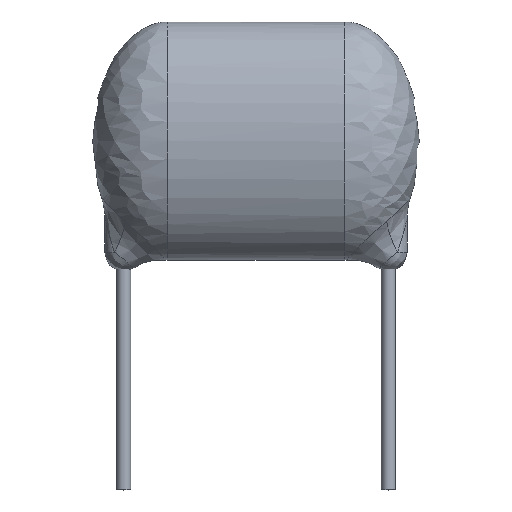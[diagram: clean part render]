
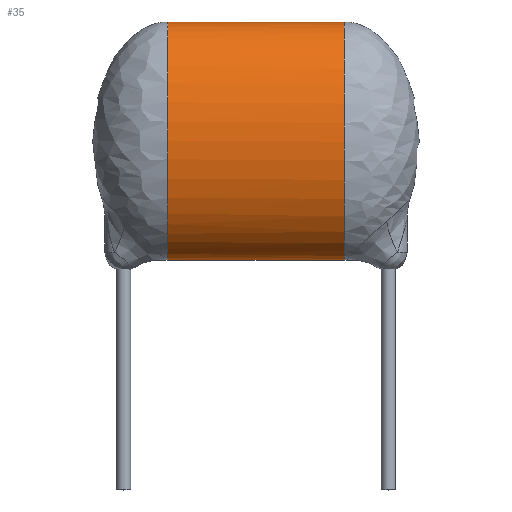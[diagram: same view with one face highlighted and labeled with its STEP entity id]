
A CAD part, top view. The second image highlights one B-rep face of the part: STEP entity #35.
In plain terms, the highlighted free-form (B-spline) face has degree [1, 2] with [2, 9] control points.
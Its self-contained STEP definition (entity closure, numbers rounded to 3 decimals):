
#6 = CARTESIAN_POINT ( 'NONE',  ( -5., 16.5, 0. ) ) ;
#35 = ADVANCED_FACE ( 'NONE', ( #747 ), #365, .F. ) ;
#108 = CARTESIAN_POINT ( 'NONE',  ( -5., 3., 0. ) ) ;
#134 = CARTESIAN_POINT ( 'NONE',  ( -5., 9.75, -4.25 ) ) ;
#153 = CARTESIAN_POINT ( 'NONE',  ( 5., 16.5, 4.25 ) ) ;
#190 = B_SPLINE_CURVE_WITH_KNOTS ( 'NONE', 1,
 ( #389, #1148 ),
 .UNSPECIFIED., .F., .F.,
 ( 2, 2 ),
 ( -0.741, 0.741 ),
 .UNSPECIFIED. ) ;
#197 =( BOUNDED_CURVE ( )  B_SPLINE_CURVE ( 2, ( #515, #743, #1141, #1366, #628 ),
 .UNSPECIFIED., .F., .T. ) 
 B_SPLINE_CURVE_WITH_KNOTS ( ( 3, 2, 3 ),
 ( 0., 0.5, 1. ),
 .UNSPECIFIED. ) 
 CURVE ( )  GEOMETRIC_REPRESENTATION_ITEM ( )  RATIONAL_B_SPLINE_CURVE ( ( 1., 0.707, 1., 0.707, 1. ) ) 
 REPRESENTATION_ITEM ( '' )  );
#227 = CARTESIAN_POINT ( 'NONE',  ( 5., 3., 0. ) ) ;
#233 = VERTEX_POINT ( 'NONE', #227 ) ;
#241 = CARTESIAN_POINT ( 'NONE',  ( 5., 9.75, 4.25 ) ) ;
#244 = VERTEX_POINT ( 'NONE', #1582 ) ;
#246 = CARTESIAN_POINT ( 'NONE',  ( 5., 9.75, 4.25 ) ) ;
#251 = CARTESIAN_POINT ( 'NONE',  ( 5., 16.5, -4.25 ) ) ;
#264 = CARTESIAN_POINT ( 'NONE',  ( 5., 3., 0. ) ) ;
#298 = VERTEX_POINT ( 'NONE', #108 ) ;
#365 =( BOUNDED_SURFACE ( )  B_SPLINE_SURFACE ( 1, 2, ( 
 ( #1343, #1349, #1233, #513, #1118, #1011, #134, #1363, #6 ),
 ( #998, #368, #241, #1355, #264, #606, #1482, #251, #391 ) ),
 .UNSPECIFIED., .F., .T., .T. ) 
 B_SPLINE_SURFACE_WITH_KNOTS ( ( 2, 2 ),
 ( 3, 2, 2, 2, 3 ),
 ( -0.741, 0.741 ),
 ( -3.142, -1.571, 0., 1.571, 3.142 ),
 .UNSPECIFIED. ) 
 GEOMETRIC_REPRESENTATION_ITEM ( )  RATIONAL_B_SPLINE_SURFACE ( (
 ( 1., 0.707, 1., 0.707, 1., 0.707, 1., 0.707, 1.),
 ( 1., 0.707, 1., 0.707, 1., 0.707, 1., 0.707, 1.) ) ) 
 REPRESENTATION_ITEM ( '' )  SURFACE ( )  );
#368 = CARTESIAN_POINT ( 'NONE',  ( 5., 16.5, 4.25 ) ) ;
#389 = CARTESIAN_POINT ( 'NONE',  ( -5., 16.5, 0. ) ) ;
#391 = CARTESIAN_POINT ( 'NONE',  ( 5., 16.5, 0. ) ) ;
#398 = EDGE_CURVE ( 'NONE', #244, #534, #190, .T. ) ;
#484 = CARTESIAN_POINT ( 'NONE',  ( 5., 16.5, 0. ) ) ;
#499 = CARTESIAN_POINT ( 'NONE',  ( 5., 16.5, 0. ) ) ;
#513 = CARTESIAN_POINT ( 'NONE',  ( -5., 3., 4.25 ) ) ;
#515 = CARTESIAN_POINT ( 'NONE',  ( -5., 3., 0. ) ) ;
#517 = CARTESIAN_POINT ( 'NONE',  ( -5., 3., 0. ) ) ;
#534 = VERTEX_POINT ( 'NONE', #484 ) ;
#606 = CARTESIAN_POINT ( 'NONE',  ( 5., 3., -4.25 ) ) ;
#628 = CARTESIAN_POINT ( 'NONE',  ( -5., 16.5, 0. ) ) ;
#642 = CARTESIAN_POINT ( 'NONE',  ( 5., 3., 0. ) ) ;
#712 = EDGE_CURVE ( 'NONE', #298, #233, #1346, .T. ) ;
#743 = CARTESIAN_POINT ( 'NONE',  ( -5., 3., 4.25 ) ) ;
#747 = FACE_OUTER_BOUND ( 'NONE', #1432, .T. ) ;
#850 = ORIENTED_EDGE ( 'NONE', *, *, #976, .F. ) ;
#876 = CARTESIAN_POINT ( 'NONE',  ( 5., 3., 4.25 ) ) ;
#934 = ORIENTED_EDGE ( 'NONE', *, *, #1003, .F. ) ;
#976 = EDGE_CURVE ( 'NONE', #534, #233, #980, .T. ) ;
#980 =( BOUNDED_CURVE ( )  B_SPLINE_CURVE ( 2, ( #499, #153, #246, #876, #642 ),
 .UNSPECIFIED., .F., .T. ) 
 B_SPLINE_CURVE_WITH_KNOTS ( ( 3, 2, 3 ),
 ( 0., 0.5, 1. ),
 .UNSPECIFIED. ) 
 CURVE ( )  GEOMETRIC_REPRESENTATION_ITEM ( )  RATIONAL_B_SPLINE_CURVE ( ( 1., 0.707, 1., 0.707, 1. ) ) 
 REPRESENTATION_ITEM ( '' )  );
#998 = CARTESIAN_POINT ( 'NONE',  ( 5., 16.5, 0. ) ) ;
#1003 = EDGE_CURVE ( 'NONE', #298, #244, #197, .T. ) ;
#1011 = CARTESIAN_POINT ( 'NONE',  ( -5., 3., -4.25 ) ) ;
#1118 = CARTESIAN_POINT ( 'NONE',  ( -5., 3., 0. ) ) ;
#1141 = CARTESIAN_POINT ( 'NONE',  ( -5., 9.75, 4.25 ) ) ;
#1148 = CARTESIAN_POINT ( 'NONE',  ( 5., 16.5, 0. ) ) ;
#1180 = ORIENTED_EDGE ( 'NONE', *, *, #712, .T. ) ;
#1233 = CARTESIAN_POINT ( 'NONE',  ( -5., 9.75, 4.25 ) ) ;
#1343 = CARTESIAN_POINT ( 'NONE',  ( -5., 16.5, 0. ) ) ;
#1346 = B_SPLINE_CURVE_WITH_KNOTS ( 'NONE', 1,
 ( #517, #1481 ),
 .UNSPECIFIED., .F., .F.,
 ( 2, 2 ),
 ( -0.741, 0.741 ),
 .UNSPECIFIED. ) ;
#1349 = CARTESIAN_POINT ( 'NONE',  ( -5., 16.5, 4.25 ) ) ;
#1355 = CARTESIAN_POINT ( 'NONE',  ( 5., 3., 4.25 ) ) ;
#1363 = CARTESIAN_POINT ( 'NONE',  ( -5., 16.5, -4.25 ) ) ;
#1366 = CARTESIAN_POINT ( 'NONE',  ( -5., 16.5, 4.25 ) ) ;
#1432 = EDGE_LOOP ( 'NONE', ( #934, #1180, #850, #1550 ) ) ;
#1481 = CARTESIAN_POINT ( 'NONE',  ( 5., 3., 0. ) ) ;
#1482 = CARTESIAN_POINT ( 'NONE',  ( 5., 9.75, -4.25 ) ) ;
#1550 = ORIENTED_EDGE ( 'NONE', *, *, #398, .F. ) ;
#1582 = CARTESIAN_POINT ( 'NONE',  ( -5., 16.5, 0. ) ) ;
